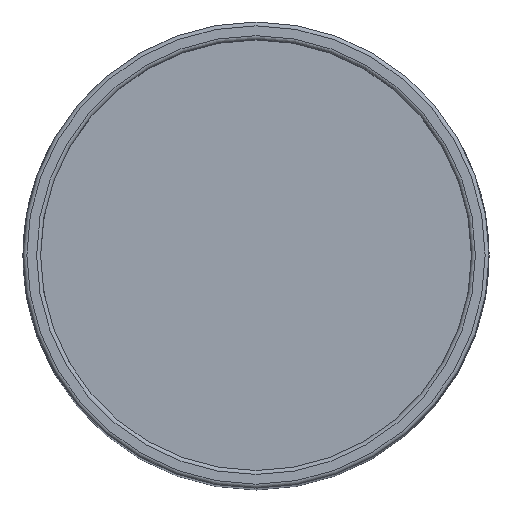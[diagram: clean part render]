
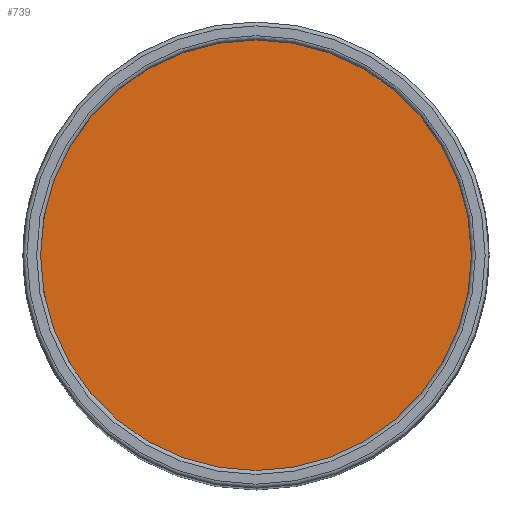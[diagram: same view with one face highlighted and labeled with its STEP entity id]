
A CAD part, top view. The second image highlights one B-rep face of the part: STEP entity #739.
In plain terms, the highlighted planar face has unit normal (0, 0, 1).
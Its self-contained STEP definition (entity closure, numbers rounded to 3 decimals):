
#36=PLANE('',#805);
#89=CIRCLE('',#799,11.);
#190=ORIENTED_EDGE('',*,*,#375,.F.);
#375=EDGE_CURVE('',#471,#471,#89,.T.);
#471=VERTEX_POINT('',#1208);
#621=EDGE_LOOP('',(#190));
#673=FACE_BOUND('',#621,.T.);
#739=ADVANCED_FACE('',(#673),#36,.F.);
#799=AXIS2_PLACEMENT_3D('',#1207,#913,#914);
#805=AXIS2_PLACEMENT_3D('',#1300,#925,#926);
#913=DIRECTION('',(0.,0.,-1.));
#914=DIRECTION('',(-1.,0.,0.));
#925=DIRECTION('',(0.,0.,-1.));
#926=DIRECTION('',(-1.,0.,0.));
#1207=CARTESIAN_POINT('',(0.,0.,-10.5));
#1208=CARTESIAN_POINT('',(-11.,0.,-10.5));
#1300=CARTESIAN_POINT('',(0.,0.,-10.5));
